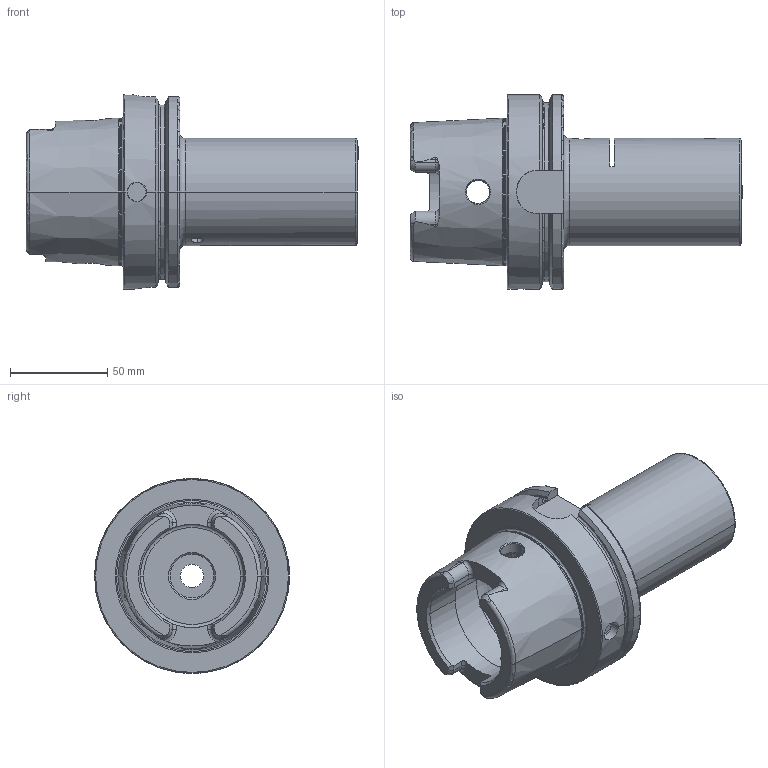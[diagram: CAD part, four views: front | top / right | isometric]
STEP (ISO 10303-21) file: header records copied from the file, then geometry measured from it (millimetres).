
FILE_DESCRIPTION (( 'STEP AP214' ), '1' );
FILE_NAME ('HA0.B25.K21.120.STEP', '2023-07-12T07:03:01', ( '' ), ( '' ), 'SwSTEP 2.0', 'SolidWorks 2017', '' );
FILE_SCHEMA (( 'AUTOMOTIVE_DESIGN' ));
Length unit declared in the file: millimetre
Products named in the file (11): ISO 4027 - M6 x 16_PreviewCfg; KU1-U12.003.010_B; ISO 4028 - M10 x 16; KU1-U12.002.010; HA0-B25.K21.120_A; HA0.B25.K21.120; ISO 4762 - M6 x 16_PreviewCfg; ISO 4028 - M8 x 16; KU1-U12.002.010_A; KVT_MB_600_060; DIN 3771 - 8x1.5
Assembly tree (11 placements, depth 3):
  HA0.B25.K21.120
    HA0-B25.K21.120_A
    ISO 4762 - M6 x 16_PreviewCfg  x2
    ISO 4028 - M10 x 16
    ISO 4028 - M8 x 16
    ISO 4027 - M6 x 16_PreviewCfg
    KVT_MB_600_060
    KU1-U12.002.010
      KU1-U12.003.010_B
      KU1-U12.002.010_A
      DIN 3771 - 8x1.5
Bounding box: 170.38 x 100 x 100 mm (x, y, z)
Volume: 414821.3 mm3; surface area: 83641 mm2
Topology: 11 solids, 11 shells, 532 faces, 1348 edges, 819 vertices
Faces by surface type: cylinder 182, plane 153, cone 125, torus 56, bspline 10, sphere 6
Entity records: 19907 total; most frequent: CARTESIAN_POINT 7229, DIRECTION 2332, ORIENTED_EDGE 2324, EDGE_CURVE 1162, AXIS2_PLACEMENT_3D 938, VERTEX_POINT 715, EDGE_LOOP 503, FACE_OUTER_BOUND 472
